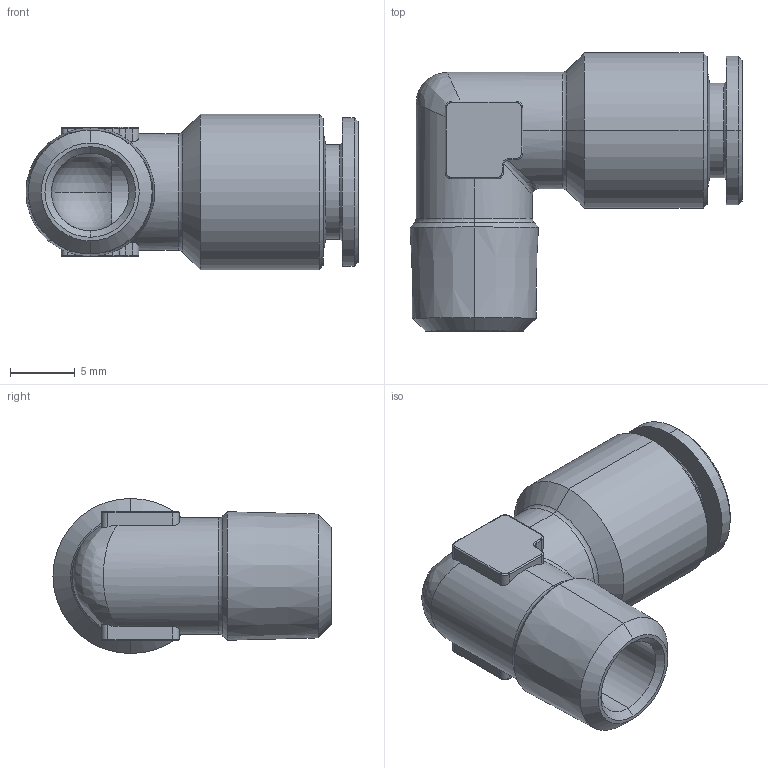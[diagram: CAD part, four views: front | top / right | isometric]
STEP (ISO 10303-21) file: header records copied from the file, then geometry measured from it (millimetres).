
FILE_DESCRIPTION (( 'STEP AP203' ), '1' );
FILE_NAME ('A0040031.STEP', '2009-01-30T15:50:41', ( 'UT1' ), ( '' ), 'SwSTEP 2.0', 'SolidWorks 2008', '' );
FILE_SCHEMA (( 'CONFIG_CONTROL_DESIGN' ));
Length unit declared in the file: millimetre
Products named in the file (1): A0040031
Bounding box: 25.67 x 21.5 x 12 mm (x, y, z)
Volume: 1920.8 mm3; surface area: 2080.1 mm2
Topology: 1 solids, 1 shells, 100 faces, 239 edges, 141 vertices
Faces by surface type: cylinder 40, cone 22, plane 18, torus 16, sphere 2, bspline 2
Entity records: 3141 total; most frequent: CARTESIAN_POINT 746, DIRECTION 524, ORIENTED_EDGE 470, EDGE_CURVE 235, AXIS2_PLACEMENT_3D 215, VERTEX_POINT 139, CIRCLE 116, EDGE_LOOP 104
